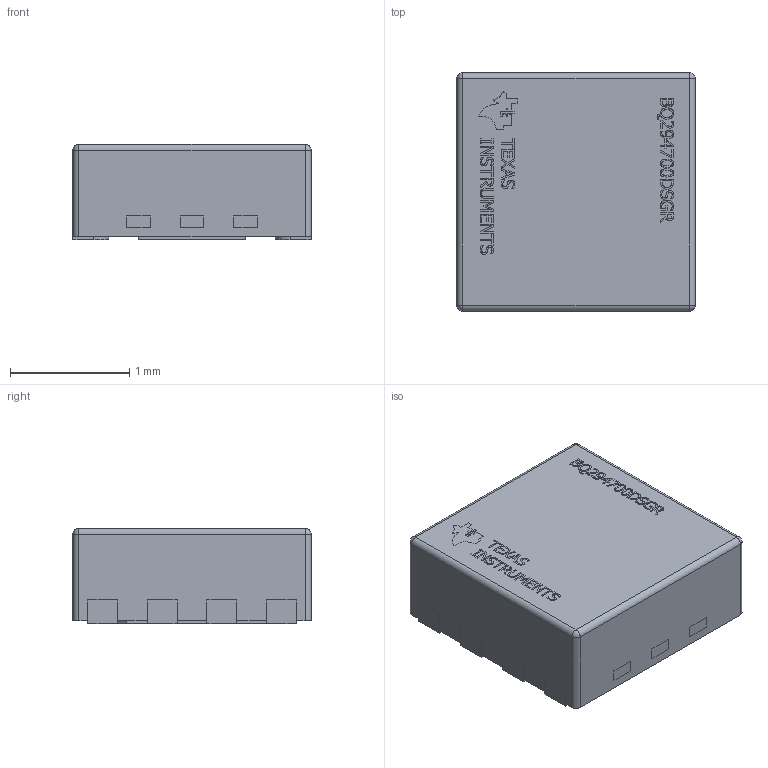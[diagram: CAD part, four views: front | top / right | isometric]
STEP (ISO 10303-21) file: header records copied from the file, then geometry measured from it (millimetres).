
FILE_DESCRIPTION(/* description */ (''),/* implementation_level */ '2;1');
FILE_NAME(/* name */ '1.stp',/* time_stamp */ '2019-05-26T12:48:06+02:00',/* author */ ('admin'),/* organization */ (''),/* preprocessor_version */ 'ST-DEVELOPER v15.6',/* originating_system */ 'Autodesk Inventor 2015',/* authorisation */ '');
FILE_SCHEMA (('AUTOMOTIVE_DESIGN { 1 0 10303 214 3 1 1 }'));
Length unit declared in the file: millimetre
Products named in the file (5): BODY-SON; FRAME-DSG0008A; Texas Logo; Texas Logo1; WFDFN 8  OR WSON 8
Bounding box: 2 x 2 x 0.8 mm (x, y, z)
Volume: 3.2 mm3; surface area: 26.9 mm2
Topology: 40 solids, 40 shells, 649 faces, 1704 edges, 1132 vertices
Faces by surface type: plane 423, bspline 196, cylinder 26, sphere 4
Entity records: 21018 total; most frequent: CARTESIAN_POINT 6104, ORIENTED_EDGE 3408, DIRECTION 2286, EDGE_CURVE 1704, LINE 1258, VECTOR 1258, VERTEX_POINT 1132, EDGE_LOOP 680
